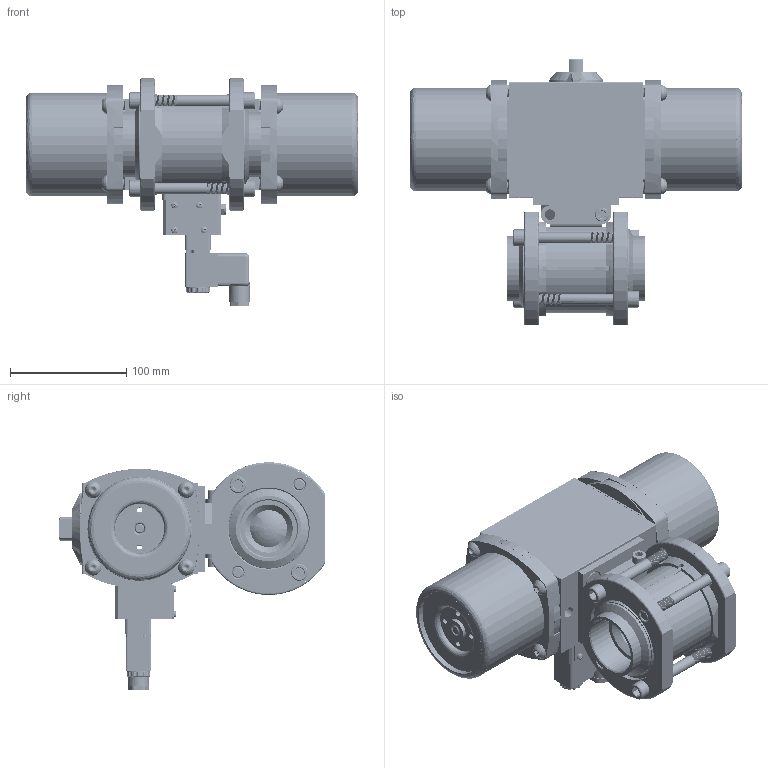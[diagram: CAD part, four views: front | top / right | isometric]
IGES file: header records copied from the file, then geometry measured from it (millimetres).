
Start section: SolidWorks IGES file using analytic representation for surfaces
Global section: file name: 22XXSWSA522SR3GPDS.igs; native system: SolidWorks 2017; preprocessor: SolidWorks 2017; author: ryanm; date: 180612.080314; units: inch
Bounding box: 285.09 x 229.11 x 195.43 mm (x, y, z)
Surface area: 581848.2 mm2 (no closed solid volume)
Topology: 0 solids, 0 shells, 6152 faces, 81064 edges, 80940 vertices
Faces by surface type: revolution 4748, bspline 1404
